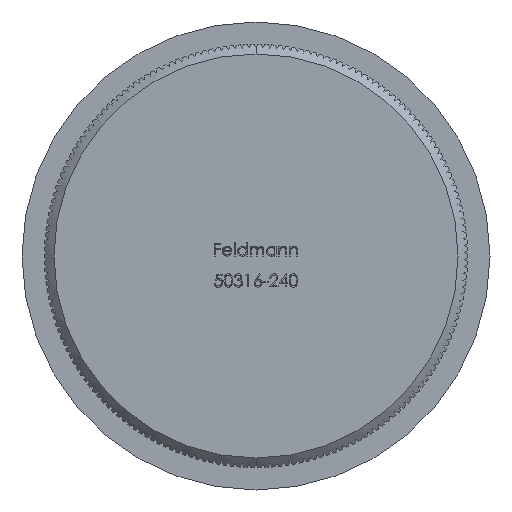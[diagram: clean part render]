
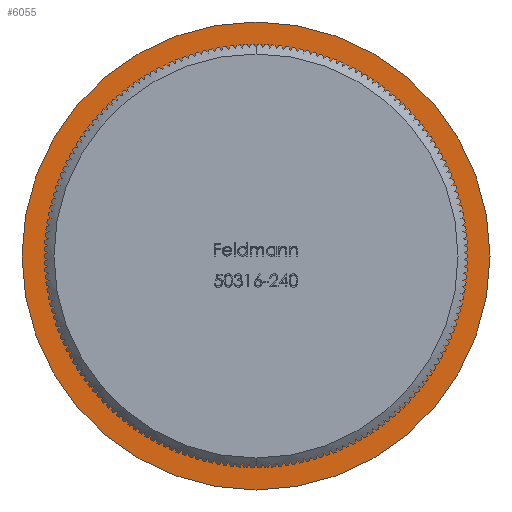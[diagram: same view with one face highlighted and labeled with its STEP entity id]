
A CAD part, front view. The second image highlights one B-rep face of the part: STEP entity #6055.
In plain terms, the highlighted planar face has unit normal (0, -1, 0).
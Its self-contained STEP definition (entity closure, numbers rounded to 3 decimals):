
#1221 = FACE_OUTER_BOUND ( 'NONE', #29275, .T. ) ;
#2942 = AXIS2_PLACEMENT_3D ( 'NONE', #6814, #19669, #16946 ) ;
#3977 = CARTESIAN_POINT ( 'NONE',  ( 0., 8., 21.15 ) ) ;
#5872 = AXIS2_PLACEMENT_3D ( 'NONE', #21622, #21304, #6349 ) ;
#6055 = ADVANCED_FACE ( 'NONE', ( #1221, #13088 ), #22090, .T. ) ;
#6343 = EDGE_CURVE ( 'NONE', #12404, #27612, #18241, .T. ) ;
#6349 = DIRECTION ( 'NONE',  ( 0., 0., -1. ) ) ;
#6396 = CARTESIAN_POINT ( 'NONE',  ( 0., 8., 0. ) ) ;
#6600 = VERTEX_POINT ( 'NONE', #3977 ) ;
#6814 = CARTESIAN_POINT ( 'NONE',  ( 21.15, 8., 0. ) ) ;
#7904 = CARTESIAN_POINT ( 'NONE',  ( 0., 8., 0. ) ) ;
#8081 = VERTEX_POINT ( 'NONE', #19168 ) ;
#8727 = DIRECTION ( 'NONE',  ( 0., 0., -1. ) ) ;
#10460 = DIRECTION ( 'NONE',  ( 0., 0., -1. ) ) ;
#11259 = DIRECTION ( 'NONE',  ( 0., -1., 0. ) ) ;
#12404 = VERTEX_POINT ( 'NONE', #17218 ) ;
#12930 = ORIENTED_EDGE ( 'NONE', *, *, #24695, .F. ) ;
#13088 = FACE_BOUND ( 'NONE', #22245, .T. ) ;
#13742 = CIRCLE ( 'NONE', #31706, 24.15 ) ;
#15244 = EDGE_CURVE ( 'NONE', #27612, #12404, #13742, .T. ) ;
#15689 = EDGE_CURVE ( 'NONE', #8081, #6600, #31940, .T. ) ;
#16946 = DIRECTION ( 'NONE',  ( 0., 0., -1. ) ) ;
#17218 = CARTESIAN_POINT ( 'NONE',  ( 0., 8., 24.15 ) ) ;
#18241 = CIRCLE ( 'NONE', #5872, 24.15 ) ;
#19168 = CARTESIAN_POINT ( 'NONE',  ( 0., 8., -21.15 ) ) ;
#19669 = DIRECTION ( 'NONE',  ( 0., -1., 0. ) ) ;
#21304 = DIRECTION ( 'NONE',  ( 0., -1., 0. ) ) ;
#21603 = AXIS2_PLACEMENT_3D ( 'NONE', #6396, #21781, #8727 ) ;
#21622 = CARTESIAN_POINT ( 'NONE',  ( 0., 8., 0. ) ) ;
#21781 = DIRECTION ( 'NONE',  ( 0., -1., 0. ) ) ;
#22090 = PLANE ( 'NONE',  #2942 ) ;
#22245 = EDGE_LOOP ( 'NONE', ( #31051, #12930 ) ) ;
#22719 = ORIENTED_EDGE ( 'NONE', *, *, #15244, .T. ) ;
#23046 = CIRCLE ( 'NONE', #28018, 21.15 ) ;
#24077 = ORIENTED_EDGE ( 'NONE', *, *, #6343, .T. ) ;
#24695 = EDGE_CURVE ( 'NONE', #6600, #8081, #23046, .T. ) ;
#25662 = DIRECTION ( 'NONE',  ( 0., -1., 0. ) ) ;
#26694 = DIRECTION ( 'NONE',  ( 0., 0., -1. ) ) ;
#26934 = CARTESIAN_POINT ( 'NONE',  ( 0., 8., -24.15 ) ) ;
#27612 = VERTEX_POINT ( 'NONE', #26934 ) ;
#28018 = AXIS2_PLACEMENT_3D ( 'NONE', #7904, #25662, #10460 ) ;
#28562 = CARTESIAN_POINT ( 'NONE',  ( 0., 8., 0. ) ) ;
#29275 = EDGE_LOOP ( 'NONE', ( #22719, #24077 ) ) ;
#31051 = ORIENTED_EDGE ( 'NONE', *, *, #15689, .F. ) ;
#31706 = AXIS2_PLACEMENT_3D ( 'NONE', #28562, #11259, #26694 ) ;
#31940 = CIRCLE ( 'NONE', #21603, 21.15 ) ;
